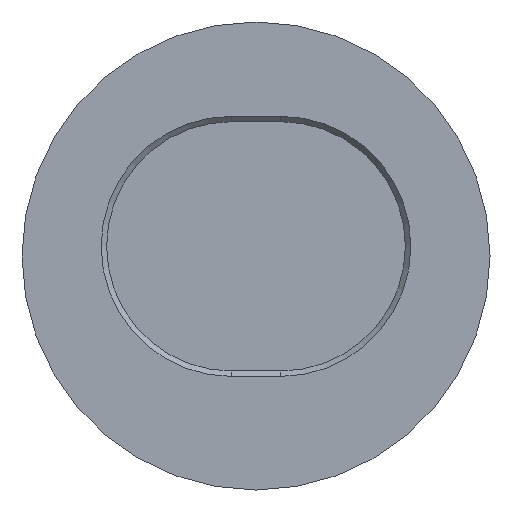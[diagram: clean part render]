
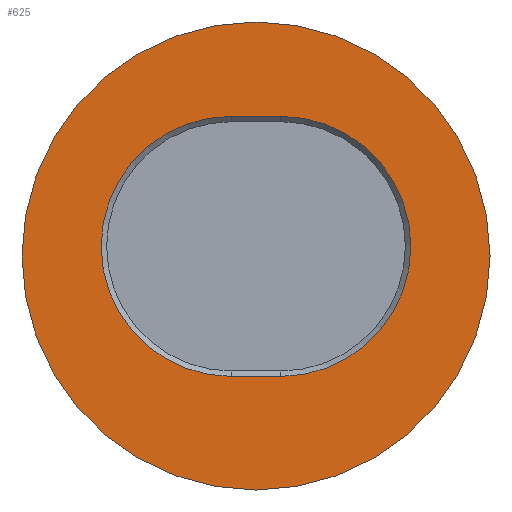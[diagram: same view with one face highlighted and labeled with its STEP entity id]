
A CAD part, front view. The second image highlights one B-rep face of the part: STEP entity #625.
In plain terms, the highlighted planar face has unit normal (0, -1, 0).
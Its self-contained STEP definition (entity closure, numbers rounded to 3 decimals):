
#22=FACE_BOUND('',#120,.T.);
#58=PLANE('',#682);
#80=FACE_OUTER_BOUND('',#119,.T.);
#119=EDGE_LOOP('',(#458));
#120=EDGE_LOOP('',(#459,#460,#461,#462));
#160=CIRCLE('',#672,12.);
#162=CIRCLE('',#676,12.);
#165=CIRCLE('',#683,21.59);
#191=LINE('',#932,#238);
#194=LINE('',#941,#241);
#238=VECTOR('',#750,10.);
#241=VECTOR('',#761,10.);
#283=VERTEX_POINT('',#921);
#284=VERTEX_POINT('',#923);
#287=VERTEX_POINT('',#930);
#289=VERTEX_POINT('',#936);
#295=VERTEX_POINT('',#992);
#342=EDGE_CURVE('',#283,#284,#160,.T.);
#346=EDGE_CURVE('',#287,#283,#191,.T.);
#349=EDGE_CURVE('',#289,#287,#162,.T.);
#351=EDGE_CURVE('',#284,#289,#194,.T.);
#360=EDGE_CURVE('',#295,#295,#165,.T.);
#458=ORIENTED_EDGE('',*,*,#360,.F.);
#459=ORIENTED_EDGE('',*,*,#342,.F.);
#460=ORIENTED_EDGE('',*,*,#346,.F.);
#461=ORIENTED_EDGE('',*,*,#349,.F.);
#462=ORIENTED_EDGE('',*,*,#351,.F.);
#625=ADVANCED_FACE('',(#80,#22),#58,.F.);
#672=AXIS2_PLACEMENT_3D('',#924,#742,#743);
#676=AXIS2_PLACEMENT_3D('',#938,#755,#756);
#682=AXIS2_PLACEMENT_3D('',#991,#773,#774);
#683=AXIS2_PLACEMENT_3D('',#993,#775,#776);
#742=DIRECTION('center_axis',(0.,-1.,0.));
#743=DIRECTION('ref_axis',(1.,0.,0.));
#750=DIRECTION('',(1.,0.,0.));
#755=DIRECTION('center_axis',(0.,-1.,0.));
#756=DIRECTION('ref_axis',(-1.,0.,0.));
#761=DIRECTION('',(-1.,0.,0.));
#773=DIRECTION('center_axis',(0.,1.,0.));
#774=DIRECTION('ref_axis',(1.,0.,0.));
#775=DIRECTION('center_axis',(0.,1.,0.));
#776=DIRECTION('ref_axis',(1.,0.,0.));
#921=CARTESIAN_POINT('',(2.286,0.,-11.11));
#923=CARTESIAN_POINT('',(2.286,0.,12.89));
#924=CARTESIAN_POINT('Origin',(2.286,0.,0.89));
#930=CARTESIAN_POINT('',(-2.286,0.,-11.11));
#932=CARTESIAN_POINT('',(1.143,0.,-11.11));
#936=CARTESIAN_POINT('',(-2.286,0.,12.89));
#938=CARTESIAN_POINT('Origin',(-2.286,0.,0.89));
#941=CARTESIAN_POINT('',(-1.143,0.,12.89));
#991=CARTESIAN_POINT('Origin',(0.,0.,0.));
#992=CARTESIAN_POINT('',(-21.59,0.,0.));
#993=CARTESIAN_POINT('Origin',(0.,0.,0.));
